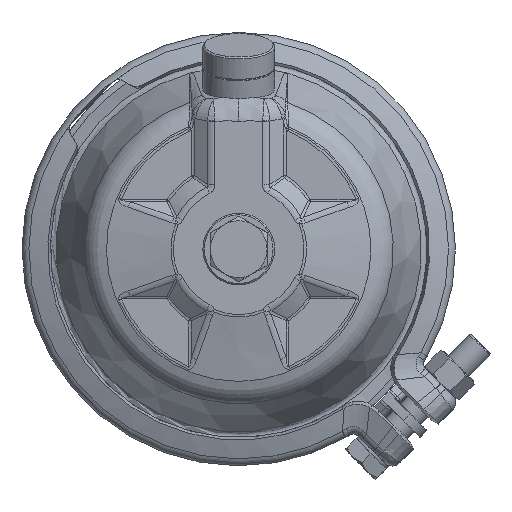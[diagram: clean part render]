
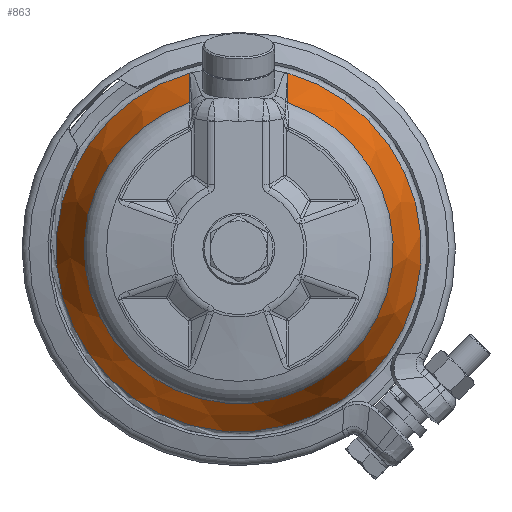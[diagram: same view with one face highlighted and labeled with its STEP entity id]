
A CAD part, left-side view. The second image highlights one B-rep face of the part: STEP entity #863.
In plain terms, the highlighted conical face has half-angle 23 degrees and reference radius 51.701 mm.
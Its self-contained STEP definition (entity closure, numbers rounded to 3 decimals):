
#863 = ADVANCED_FACE( '', ( #2058 ), #2059, .T. );
#2058 = FACE_OUTER_BOUND( '', #8424, .T. );
#2059 = CONICAL_SURFACE( '', #8425, 51.701, 0.401 );
#8424 = EDGE_LOOP( '', ( #18933, #18934, #18935, #18936 ) );
#8425 = AXIS2_PLACEMENT_3D( '', #18937, #18938, #18939 );
#18933 = ORIENTED_EDGE( '', *, *, #21872, .F. );
#18934 = ORIENTED_EDGE( '', *, *, #22022, .T. );
#18935 = ORIENTED_EDGE( '', *, *, #22023, .T. );
#18936 = ORIENTED_EDGE( '', *, *, #22024, .T. );
#18937 = CARTESIAN_POINT( '', ( -85.861, 0., 0. ) );
#18938 = DIRECTION( '', ( 1., 0., 0. ) );
#18939 = DIRECTION( '', ( 0., 0., 1. ) );
#21872 = EDGE_CURVE( '', #23883, #23545, #23885, .T. );
#22022 = EDGE_CURVE( '', #23883, #24103, #24104, .T. );
#22023 = EDGE_CURVE( '', #24103, #24105, #24106, .T. );
#22024 = EDGE_CURVE( '', #24105, #23545, #24107, .T. );
#23545 = VERTEX_POINT( '', #27779 );
#23883 = VERTEX_POINT( '', #29143 );
#23885 = B_SPLINE_CURVE_WITH_KNOTS( '', 5, ( #29153, #29154, #29155, #29156, #29157, #29158 ), .UNSPECIFIED., .F., .F., ( 6, 6 ), ( 0., 1. ), .UNSPECIFIED. );
#24103 = VERTEX_POINT( '', #29970 );
#24104 = CIRCLE( '', #29971, 61.119 );
#24105 = VERTEX_POINT( '', #29972 );
#24106 = B_SPLINE_CURVE_WITH_KNOTS( '', 5, ( #29973, #29974, #29975, #29976, #29977, #29978 ), .UNSPECIFIED., .F., .F., ( 6, 6 ), ( -52.881, -18.29 ), .UNSPECIFIED. );
#24107 = CIRCLE( '', #29979, 51.701 );
#27779 = CARTESIAN_POINT( '', ( -85.861, 16.395, 49.032 ) );
#29143 = CARTESIAN_POINT( '', ( -63.672, 16.461, 58.861 ) );
#29153 = CARTESIAN_POINT( '', ( -63.672, 16.461, 58.861 ) );
#29154 = CARTESIAN_POINT( '', ( -68.128, 16.45, 56.9 ) );
#29155 = CARTESIAN_POINT( '', ( -72.577, 16.438, 54.937 ) );
#29156 = CARTESIAN_POINT( '', ( -77.016, 16.425, 52.972 ) );
#29157 = CARTESIAN_POINT( '', ( -81.445, 16.411, 51.004 ) );
#29158 = CARTESIAN_POINT( '', ( -85.861, 16.395, 49.032 ) );
#29970 = CARTESIAN_POINT( '', ( -63.672, -16.461, 58.861 ) );
#29971 = AXIS2_PLACEMENT_3D( '', #33886, #33887, #33888 );
#29972 = CARTESIAN_POINT( '', ( -85.861, -16.395, 49.032 ) );
#29973 = CARTESIAN_POINT( '', ( -63.672, -16.461, 58.861 ) );
#29974 = CARTESIAN_POINT( '', ( -68.128, -16.45, 56.9 ) );
#29975 = CARTESIAN_POINT( '', ( -72.577, -16.438, 54.937 ) );
#29976 = CARTESIAN_POINT( '', ( -77.016, -16.425, 52.972 ) );
#29977 = CARTESIAN_POINT( '', ( -81.445, -16.411, 51.004 ) );
#29978 = CARTESIAN_POINT( '', ( -85.861, -16.395, 49.032 ) );
#29979 = AXIS2_PLACEMENT_3D( '', #33889, #33890, #33891 );
#33886 = CARTESIAN_POINT( '', ( -63.672, 0., 0. ) );
#33887 = DIRECTION( '', ( -1., 0., 0. ) );
#33888 = DIRECTION( '', ( 0., 0., 1. ) );
#33889 = CARTESIAN_POINT( '', ( -85.861, 0., 0. ) );
#33890 = DIRECTION( '', ( 1., 0., 0. ) );
#33891 = DIRECTION( '', ( 0., 0., 1. ) );
